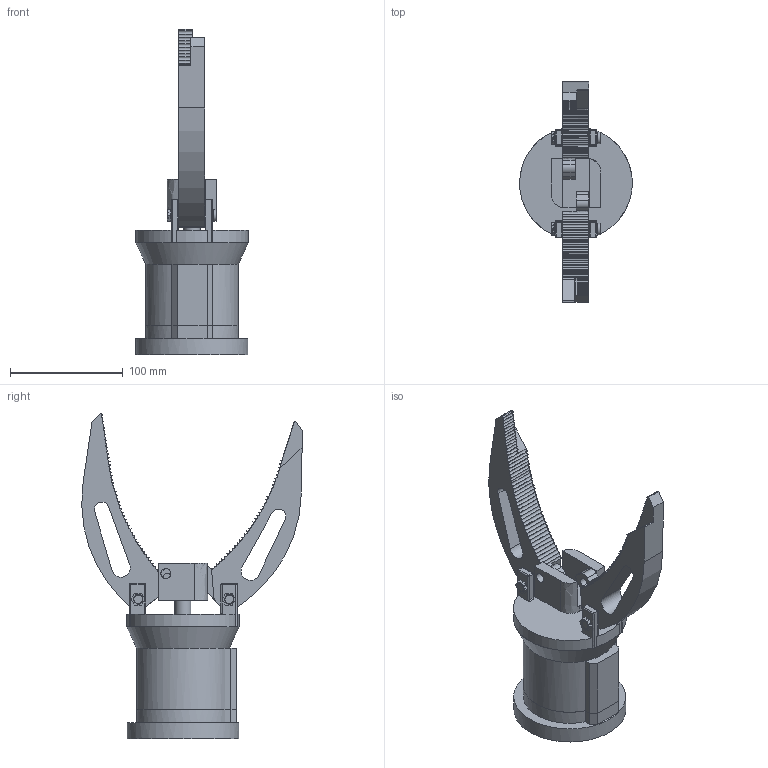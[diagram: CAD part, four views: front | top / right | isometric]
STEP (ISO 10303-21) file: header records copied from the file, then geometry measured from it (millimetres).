
FILE_DESCRIPTION(('FreeCAD Model'),'2;1');
FILE_NAME('Open CASCADE Shape Model','2025-05-03T04:03:37',('FreeCAD'),( 'FreeCAD'),'Open CASCADE STEP processor 7.6','FreeCAD','Unknown');
FILE_SCHEMA(('AUTOMOTIVE_DESIGN { 1 0 10303 214 1 1 1 1 }'));
Products named in the file (1): Open CASCADE STEP translator 7.6 1
Bounding box: 99.83 x 195.49 x 288.5 mm (x, y, z)
Volume: 638876.5 mm3; surface area: 189314.7 mm2
Topology: 13 solids, 13 shells, 828 faces, 2189 edges, 1437 vertices
Faces by surface type: bspline 828
Entity records: 45905 total; most frequent: CARTESIAN_POINT 33193, ORIENTED_EDGE 4372, EDGE_CURVE 2186, B_SPLINE_CURVE_WITH_KNOTS 1665, VERTEX_POINT 1437, FACE_BOUND 919, EDGE_LOOP 919, ADVANCED_FACE 828
